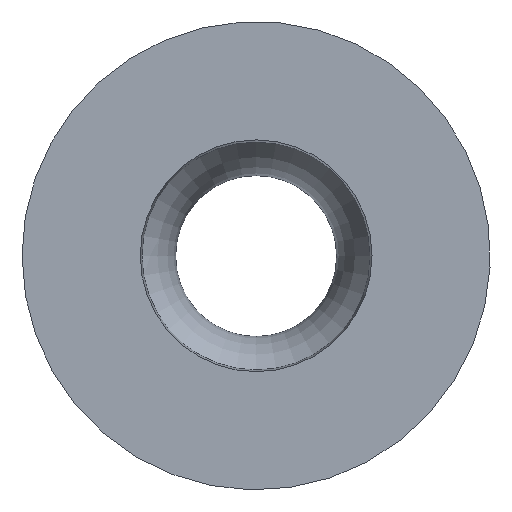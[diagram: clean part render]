
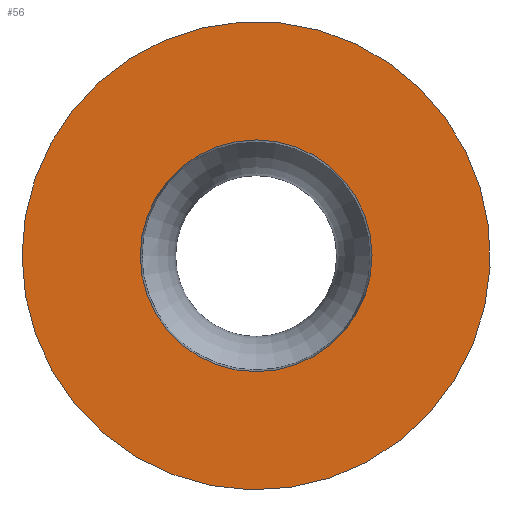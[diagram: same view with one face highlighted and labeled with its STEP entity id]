
A CAD part, top view. The second image highlights one B-rep face of the part: STEP entity #56.
In plain terms, the highlighted planar face has unit normal (0, 0, 1).
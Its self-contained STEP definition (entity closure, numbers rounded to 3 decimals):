
#56=ADVANCED_FACE('',(#97,#98),#70,.T.);
#70=PLANE('',#290);
#97=FACE_BOUND('',#109,.T.);
#98=FACE_BOUND('',#110,.T.);
#109=EDGE_LOOP('',(#144));
#110=EDGE_LOOP('',(#145));
#144=ORIENTED_EDGE('',*,*,#223,.T.);
#145=ORIENTED_EDGE('',*,*,#224,.F.);
#202=VERTEX_POINT('',#473);
#203=VERTEX_POINT('',#475);
#223=EDGE_CURVE('',#202,#202,#244,.T.);
#224=EDGE_CURVE('',#203,#203,#245,.T.);
#244=CIRCLE('',#288,3.96);
#245=CIRCLE('',#289,8.);
#288=AXIS2_PLACEMENT_3D('',#472,#347,#348);
#289=AXIS2_PLACEMENT_3D('',#474,#349,#350);
#290=AXIS2_PLACEMENT_3D('',#476,#351,#352);
#347=DIRECTION('',(0.,0.,-1.));
#348=DIRECTION('',(-1.,0.,0.));
#349=DIRECTION('',(0.,0.,-1.));
#350=DIRECTION('',(-1.,0.,0.));
#351=DIRECTION('',(0.,0.,1.));
#352=DIRECTION('',(1.,0.,0.));
#472=CARTESIAN_POINT('',(0.,0.,0.));
#473=CARTESIAN_POINT('',(-3.96,0.,0.));
#474=CARTESIAN_POINT('',(0.,0.,0.));
#475=CARTESIAN_POINT('',(-8.,0.,0.));
#476=CARTESIAN_POINT('',(-8.,0.,0.));
